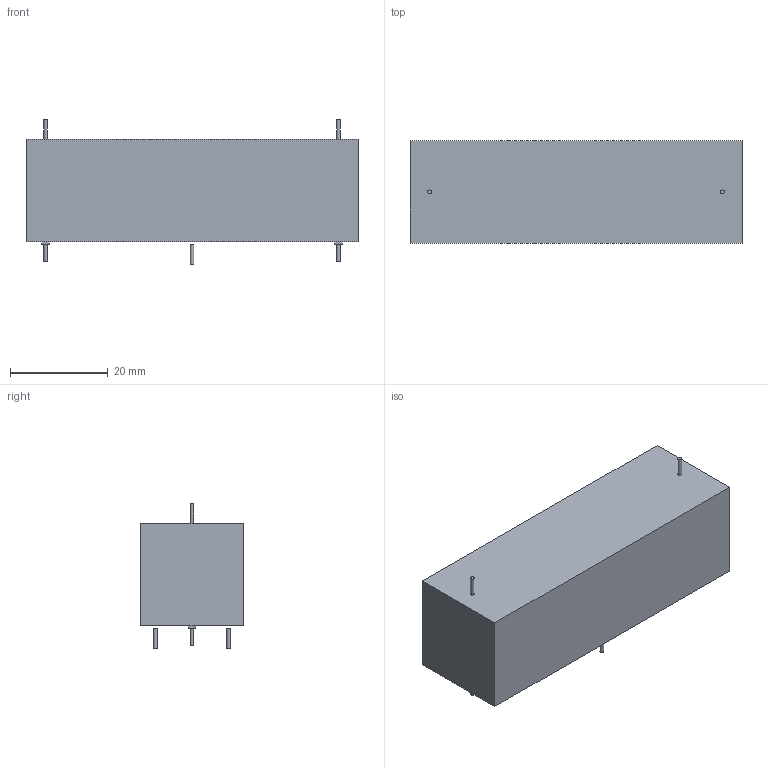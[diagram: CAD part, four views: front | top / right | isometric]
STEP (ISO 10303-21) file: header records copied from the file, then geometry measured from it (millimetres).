
FILE_DESCRIPTION(/* description */ (''),/* implementation_level */ '2;1');
FILE_NAME(/* name */ 'REL_GUENTHER_3390.1272.126.stp',/* time_stamp */ '2016-01-27T16:37:11+01:00',/* author */ ('riccim'),/* organization */ (''),/* preprocessor_version */ 'ST-DEVELOPER v15.5',/* originating_system */ 'AutoCAD Mechanical',/* authorisation */ '');
FILE_SCHEMA (('AUTOMOTIVE_DESIGN { 1 0 10303 214 3 1 1 }'));
Length unit declared in the file: millimetre
Products named in the file (1): Product
Bounding box: 68 x 21 x 29.6 mm (x, y, z)
Volume: 30002.3 mm3; surface area: 6675.5 mm2
Topology: 9 solids, 9 shells, 36 faces, 54 edges, 36 vertices
Faces by surface type: plane 30, cylinder 6
Full cylindrical faces by diameter (mm): 0.8 x6
Entity records: 791 total; most frequent: DIRECTION 134, CARTESIAN_POINT 121, ORIENTED_EDGE 96, AXIS2_PLACEMENT_3D 49, EDGE_CURVE 48, EDGE_LOOP 42, LINE 36, VECTOR 36
